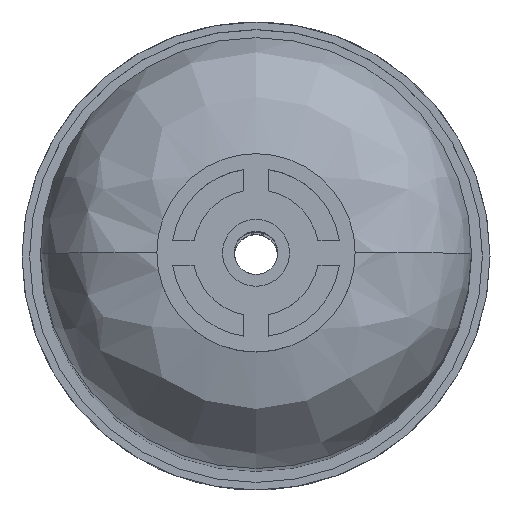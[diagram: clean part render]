
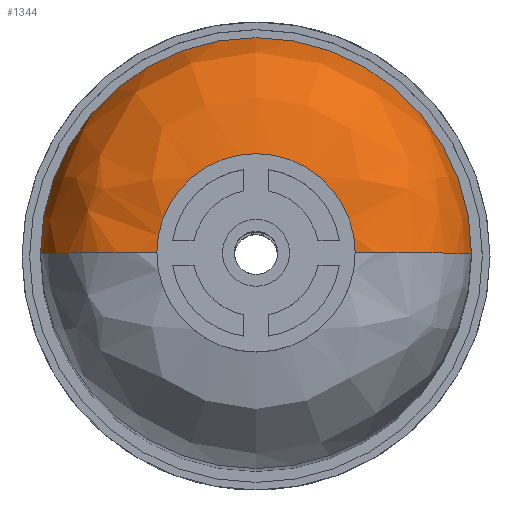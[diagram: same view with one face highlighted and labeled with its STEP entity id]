
A CAD part, top view. The second image highlights one B-rep face of the part: STEP entity #1344.
In plain terms, the highlighted free-form (B-spline) face has degree [3, 3] with [4, 4] control points.
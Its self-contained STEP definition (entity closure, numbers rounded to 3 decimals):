
#408 = AXIS2_PLACEMENT_3D ( 'NONE', #3711, #5107, #9990 ) ;
#417 = CARTESIAN_POINT ( 'NONE',  ( 14.961, 0., -25.984 ) ) ;
#615 = CARTESIAN_POINT ( 'NONE',  ( -14.961, 0., -8.433 ) ) ;
#668 = ORIENTED_EDGE ( 'NONE', *, *, #1266, .F. ) ;
#1266 = EDGE_CURVE ( 'NONE', #8239, #6976, #9007, .T. ) ;
#1344 = ADVANCED_FACE ( 'NONE', ( #1844 ), #4672, .T. ) ;
#1511 = CARTESIAN_POINT ( 'NONE',  ( 14.961, 0., -8.433 ) ) ;
#1558 = CARTESIAN_POINT ( 'NONE',  ( -25.242, 0., -8.433 ) ) ;
#1844 = FACE_OUTER_BOUND ( 'NONE', #9321, .T. ) ;
#1995 = CARTESIAN_POINT ( 'NONE',  ( -32.512, 0., -15.703 ) ) ;
#2290 = ORIENTED_EDGE ( 'NONE', *, *, #9508, .T. ) ;
#2623 = AXIS2_PLACEMENT_3D ( 'NONE', #2942, #8439, #10268 ) ;
#2803 = CARTESIAN_POINT ( 'NONE',  ( -14.961, 0., -8.433 ) ) ;
#2942 = CARTESIAN_POINT ( 'NONE',  ( -14.961, 0., -25.984 ) ) ;
#2952 = CARTESIAN_POINT ( 'NONE',  ( 25.242, 0., -8.433 ) ) ;
#3154 = CARTESIAN_POINT ( 'NONE',  ( 14.961, 29.921, -8.433 ) ) ;
#3448 = CIRCLE ( 'NONE', #2623, 17.551 ) ;
#3711 = CARTESIAN_POINT ( 'NONE',  ( 0., 0., -8.433 ) ) ;
#3727 = CARTESIAN_POINT ( 'NONE',  ( 25.242, 50.484, -8.433 ) ) ;
#3850 = DIRECTION ( 'NONE',  ( 0., 0., -1. ) ) ;
#3864 = CIRCLE ( 'NONE', #9647, 17.551 ) ;
#4407 = ORIENTED_EDGE ( 'NONE', *, *, #5507, .F. ) ;
#4621 = CARTESIAN_POINT ( 'NONE',  ( 32.512, 65.024, -25.984 ) ) ;
#4672 =( BOUNDED_SURFACE ( )  B_SPLINE_SURFACE ( 3, 3, ( 
 ( #1511, #3154, #10057, #615 ),
 ( #2952, #3727, #9077, #1558 ),
 ( #9360, #5139, #5325, #1995 ),
 ( #5434, #4621, #7821, #4712 ) ),
 .UNSPECIFIED., .F., .F., .F. ) 
 B_SPLINE_SURFACE_WITH_KNOTS ( ( 4, 4 ),
 ( 4, 4 ),
 ( 0., 1. ),
 ( 0., 1. ),
 .UNSPECIFIED. ) 
 GEOMETRIC_REPRESENTATION_ITEM ( )  RATIONAL_B_SPLINE_SURFACE ( (
 ( 1., 0.333, 0.333, 1.),
 ( 0.805, 0.268, 0.268, 0.805),
 ( 0.805, 0.268, 0.268, 0.805),
 ( 1., 0.333, 0.333, 1.) ) ) 
 REPRESENTATION_ITEM ( '' )  SURFACE ( )  );
#4712 = CARTESIAN_POINT ( 'NONE',  ( -32.512, 0., -25.984 ) ) ;
#4784 = CARTESIAN_POINT ( 'NONE',  ( 0., 0., -25.984 ) ) ;
#4889 = VERTEX_POINT ( 'NONE', #8875 ) ;
#5107 = DIRECTION ( 'NONE',  ( 0., 0., -1. ) ) ;
#5139 = CARTESIAN_POINT ( 'NONE',  ( 32.512, 65.024, -15.703 ) ) ;
#5201 = AXIS2_PLACEMENT_3D ( 'NONE', #4784, #3850, #7055 ) ;
#5325 = CARTESIAN_POINT ( 'NONE',  ( -32.512, 65.024, -15.703 ) ) ;
#5434 = CARTESIAN_POINT ( 'NONE',  ( 32.512, 0., -25.984 ) ) ;
#5507 = EDGE_CURVE ( 'NONE', #8430, #8239, #3448, .T. ) ;
#5697 = CARTESIAN_POINT ( 'NONE',  ( 32.512, 0., -25.984 ) ) ;
#6688 = CIRCLE ( 'NONE', #408, 14.961 ) ;
#6976 = VERTEX_POINT ( 'NONE', #5697 ) ;
#7055 = DIRECTION ( 'NONE',  ( -1., 0., 0. ) ) ;
#7560 = DIRECTION ( 'NONE',  ( 0., 1., 0. ) ) ;
#7821 = CARTESIAN_POINT ( 'NONE',  ( -32.512, 65.024, -25.984 ) ) ;
#8239 = VERTEX_POINT ( 'NONE', #9071 ) ;
#8426 = EDGE_CURVE ( 'NONE', #4889, #6976, #3864, .T. ) ;
#8430 = VERTEX_POINT ( 'NONE', #2803 ) ;
#8439 = DIRECTION ( 'NONE',  ( 0., -1., 0. ) ) ;
#8523 = ORIENTED_EDGE ( 'NONE', *, *, #8426, .T. ) ;
#8875 = CARTESIAN_POINT ( 'NONE',  ( 14.961, 0., -8.433 ) ) ;
#9007 = CIRCLE ( 'NONE', #5201, 32.512 ) ;
#9071 = CARTESIAN_POINT ( 'NONE',  ( -32.512, 0., -25.984 ) ) ;
#9077 = CARTESIAN_POINT ( 'NONE',  ( -25.242, 50.484, -8.433 ) ) ;
#9321 = EDGE_LOOP ( 'NONE', ( #4407, #2290, #8523, #668 ) ) ;
#9360 = CARTESIAN_POINT ( 'NONE',  ( 32.512, 0., -15.703 ) ) ;
#9508 = EDGE_CURVE ( 'NONE', #8430, #4889, #6688, .T. ) ;
#9647 = AXIS2_PLACEMENT_3D ( 'NONE', #417, #7560, #9902 ) ;
#9902 = DIRECTION ( 'NONE',  ( 1., 0., 0. ) ) ;
#9990 = DIRECTION ( 'NONE',  ( 1., 0., 0. ) ) ;
#10057 = CARTESIAN_POINT ( 'NONE',  ( -14.961, 29.921, -8.433 ) ) ;
#10268 = DIRECTION ( 'NONE',  ( -1., 0., 0. ) ) ;
